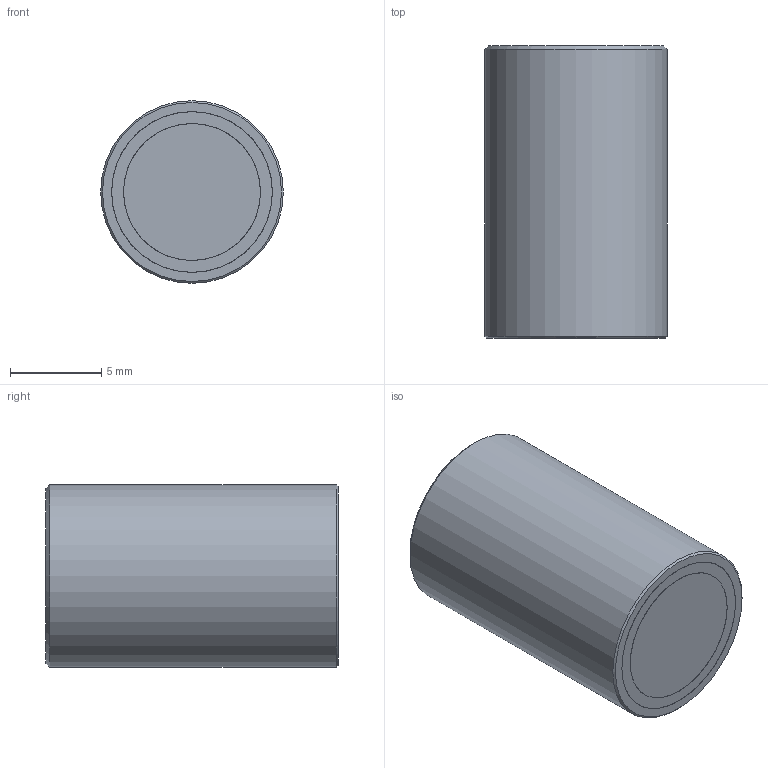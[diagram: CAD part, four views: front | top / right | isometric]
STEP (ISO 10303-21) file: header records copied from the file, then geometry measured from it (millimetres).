
FILE_DESCRIPTION(/* description */ (''),/* implementation_level */ '2;1');
FILE_NAME(/* name */ 'GM16003.stp',/* time_stamp */ '2019-09-24T11:55:58+02:00',/* author */ ('PV'),/* organization */ (''),/* preprocessor_version */ 'ST-DEVELOPER v17.2',/* originating_system */ 'Autodesk Inventor 2019',/* authorisation */ '');
FILE_SCHEMA (('AUTOMOTIVE_DESIGN { 1 0 10303 214 3 1 1 }'));
Length unit declared in the file: millimetre
Products named in the file (4): GM16003; E0120042; E0120041; E0120043
Assembly tree (3 placements, depth 2):
  GM16003
    E0120042
    E0120041
    E0120043
Bounding box: 10 x 16 x 10 mm (x, y, z)
Volume: 1255.9 mm3; surface area: 1185.5 mm2
Topology: 3 solids, 3 shells, 14 faces, 21 edges, 14 vertices
Faces by surface type: plane 7, cylinder 5, cone 2
Full cylindrical faces by diameter (mm): 7.5 x2, 8.8 x2, 10 x1
Entity records: 487 total; most frequent: DIRECTION 77, CARTESIAN_POINT 56, ORIENTED_EDGE 42, AXIS2_PLACEMENT_3D 35, EDGE_CURVE 21, EDGE_LOOP 17, FACE_OUTER_BOUND 14, CIRCLE 14
